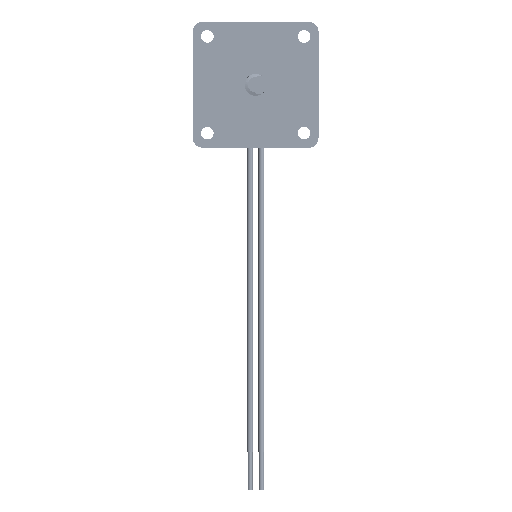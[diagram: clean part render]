
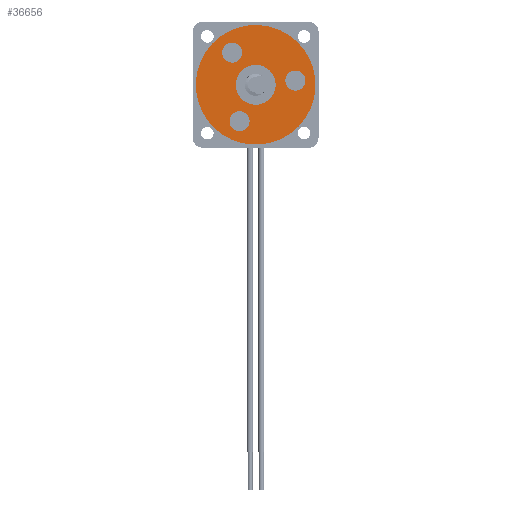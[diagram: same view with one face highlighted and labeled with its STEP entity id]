
A CAD part, front view. The second image highlights one B-rep face of the part: STEP entity #36656.
In plain terms, the highlighted face is planar.
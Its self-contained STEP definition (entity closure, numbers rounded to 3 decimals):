
#8428=PLANE('',#40152);
#9593=FACE_BOUND('',#13568,.T.);
#9594=FACE_BOUND('',#13569,.T.);
#9595=FACE_BOUND('',#13570,.T.);
#9596=FACE_BOUND('',#13571,.T.);
#11485=FACE_OUTER_BOUND('',#13567,.T.);
#13567=EDGE_LOOP('',(#34699));
#13568=EDGE_LOOP('',(#34700));
#13569=EDGE_LOOP('',(#34701));
#13570=EDGE_LOOP('',(#34702));
#13571=EDGE_LOOP('',(#34703));
#15178=CIRCLE('',#40139,1.6);
#15180=CIRCLE('',#40142,1.6);
#15182=CIRCLE('',#40145,1.6);
#15184=CIRCLE('',#40148,3.175);
#15185=CIRCLE('',#40150,9.525);
#18764=VERTEX_POINT('',#81344);
#18766=VERTEX_POINT('',#81349);
#18768=VERTEX_POINT('',#81354);
#18770=VERTEX_POINT('',#81359);
#18771=VERTEX_POINT('',#81362);
#24080=EDGE_CURVE('',#18764,#18764,#15178,.T.);
#24082=EDGE_CURVE('',#18766,#18766,#15180,.T.);
#24084=EDGE_CURVE('',#18768,#18768,#15182,.T.);
#24086=EDGE_CURVE('',#18770,#18770,#15184,.T.);
#24087=EDGE_CURVE('',#18771,#18771,#15185,.T.);
#34699=ORIENTED_EDGE('',*,*,#24087,.T.);
#34700=ORIENTED_EDGE('',*,*,#24086,.F.);
#34701=ORIENTED_EDGE('',*,*,#24080,.F.);
#34702=ORIENTED_EDGE('',*,*,#24082,.F.);
#34703=ORIENTED_EDGE('',*,*,#24084,.F.);
#36656=ADVANCED_FACE('',(#11485,#9593,#9594,#9595,#9596),#8428,.T.);
#40139=AXIS2_PLACEMENT_3D('',#81345,#50520,#50521);
#40142=AXIS2_PLACEMENT_3D('',#81350,#50526,#50527);
#40145=AXIS2_PLACEMENT_3D('',#81355,#50532,#50533);
#40148=AXIS2_PLACEMENT_3D('',#81360,#50538,#50539);
#40150=AXIS2_PLACEMENT_3D('',#81363,#50542,#50543);
#40152=AXIS2_PLACEMENT_3D('',#81366,#50546,#50547);
#50520=DIRECTION('center_axis',(0.,0.,1.));
#50521=DIRECTION('ref_axis',(1.,0.,0.));
#50526=DIRECTION('center_axis',(0.,0.,1.));
#50527=DIRECTION('ref_axis',(1.,0.,0.));
#50532=DIRECTION('center_axis',(0.,0.,1.));
#50533=DIRECTION('ref_axis',(1.,0.,0.));
#50538=DIRECTION('center_axis',(0.,0.,1.));
#50539=DIRECTION('ref_axis',(1.,0.,0.));
#50542=DIRECTION('center_axis',(0.,0.,1.));
#50543=DIRECTION('ref_axis',(1.,0.,0.));
#50546=DIRECTION('center_axis',(0.,0.,1.));
#50547=DIRECTION('ref_axis',(1.,0.,0.));
#81344=CARTESIAN_POINT('',(-3.899,-3.175,2.54));
#81345=CARTESIAN_POINT('Origin',(-5.499,-3.175,2.54));
#81349=CARTESIAN_POINT('',(7.099,-3.175,2.54));
#81350=CARTESIAN_POINT('Origin',(5.499,-3.175,2.54));
#81354=CARTESIAN_POINT('',(1.6,6.35,2.54));
#81355=CARTESIAN_POINT('Origin',(0.,6.35,2.54));
#81359=CARTESIAN_POINT('',(-3.175,0.,2.54));
#81360=CARTESIAN_POINT('Origin',(0.,0.,2.54));
#81362=CARTESIAN_POINT('',(-9.525,0.,2.54));
#81363=CARTESIAN_POINT('Origin',(0.,0.,2.54));
#81366=CARTESIAN_POINT('Origin',(0.,0.,2.54));
